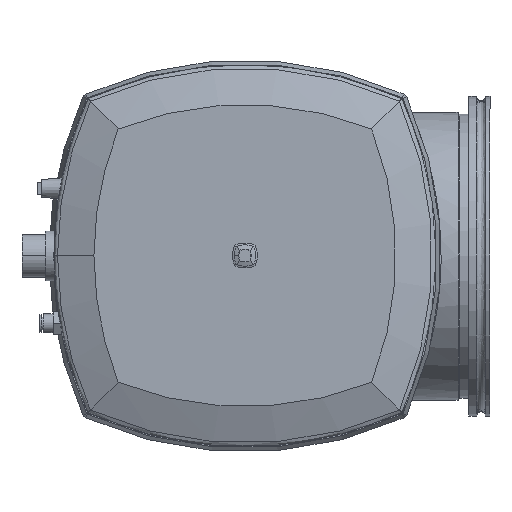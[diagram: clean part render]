
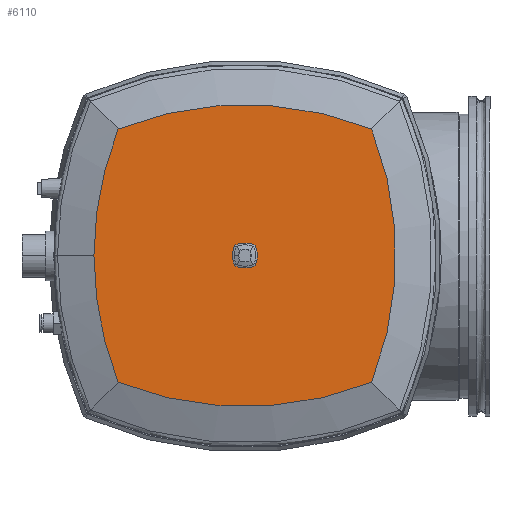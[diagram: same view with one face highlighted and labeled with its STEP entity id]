
A CAD part, top view. The second image highlights one B-rep face of the part: STEP entity #6110.
In plain terms, the highlighted planar face has unit normal (0, 0, 1).
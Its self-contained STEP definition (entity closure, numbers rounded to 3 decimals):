
#122 = EDGE_CURVE ( 'NONE', #12514, #7013, #7828, .T. ) ;
#242 = ORIENTED_EDGE ( 'NONE', *, *, #2276, .T. ) ;
#383 = CARTESIAN_POINT ( 'NONE',  ( 0., -7., 366. ) ) ;
#589 = CIRCLE ( 'NONE', #4910, 192.5 ) ;
#681 = AXIS2_PLACEMENT_3D ( 'NONE', #6479, #14152, #7594 ) ;
#1320 = CARTESIAN_POINT ( 'NONE',  ( 71.306, 71.306, 366. ) ) ;
#1404 = CIRCLE ( 'NONE', #9377, 192.5 ) ;
#1412 = VERTEX_POINT ( 'NONE', #12648 ) ;
#1504 = DIRECTION ( 'NONE',  ( 1., 0., 0. ) ) ;
#1574 = DIRECTION ( 'NONE',  ( 0., 0., -1. ) ) ;
#1651 = CARTESIAN_POINT ( 'NONE',  ( 0., 107.5, 366. ) ) ;
#2009 = EDGE_CURVE ( 'NONE', #11371, #9753, #1404, .T. ) ;
#2263 = CIRCLE ( 'NONE', #12859, 192.5 ) ;
#2276 = EDGE_CURVE ( 'NONE', #4632, #12514, #4159, .T. ) ;
#2323 = FACE_BOUND ( 'NONE', #7969, .T. ) ;
#2328 = ORIENTED_EDGE ( 'NONE', *, *, #7015, .F. ) ;
#2339 = CARTESIAN_POINT ( 'NONE',  ( 7., 0., 366. ) ) ;
#2348 = ORIENTED_EDGE ( 'NONE', *, *, #122, .T. ) ;
#2613 = ORIENTED_EDGE ( 'NONE', *, *, #2761, .T. ) ;
#2761 = EDGE_CURVE ( 'NONE', #7013, #1412, #3475, .T. ) ;
#2786 = DIRECTION ( 'NONE',  ( -1., 0., 0. ) ) ;
#3176 = CIRCLE ( 'NONE', #14093, 192.5 ) ;
#3213 = AXIS2_PLACEMENT_3D ( 'NONE', #13352, #13302, #13162 ) ;
#3344 = CARTESIAN_POINT ( 'NONE',  ( 0., -107.5, 366. ) ) ;
#3350 = CARTESIAN_POINT ( 'NONE',  ( 5.76, 5.76, 366. ) ) ;
#3475 = CIRCLE ( 'NONE', #9733, 14. ) ;
#3528 = DIRECTION ( 'NONE',  ( 0., 0., -1. ) ) ;
#3825 = AXIS2_PLACEMENT_3D ( 'NONE', #8190, #1574, #9277 ) ;
#4119 = EDGE_CURVE ( 'NONE', #9878, #7503, #589, .T. ) ;
#4159 = CIRCLE ( 'NONE', #681, 14. ) ;
#4452 = DIRECTION ( 'NONE',  ( -1., 0., 0. ) ) ;
#4632 = VERTEX_POINT ( 'NONE', #3350 ) ;
#4910 = AXIS2_PLACEMENT_3D ( 'NONE', #1651, #9350, #2786 ) ;
#5130 = CARTESIAN_POINT ( 'NONE',  ( 0., 0., 366. ) ) ;
#5261 = DIRECTION ( 'NONE',  ( 0., 0., -1. ) ) ;
#5336 = CARTESIAN_POINT ( 'NONE',  ( 107.5, 0., 366. ) ) ;
#5464 = AXIS2_PLACEMENT_3D ( 'NONE', #383, #8118, #1504 ) ;
#5530 = EDGE_LOOP ( 'NONE', ( #9832, #5919, #8429, #2328, #14269 ) ) ;
#5883 = CARTESIAN_POINT ( 'NONE',  ( -85., 0., 366. ) ) ;
#5919 = ORIENTED_EDGE ( 'NONE', *, *, #4119, .F. ) ;
#6089 = DIRECTION ( 'NONE',  ( 0., 0., -1. ) ) ;
#6110 = ADVANCED_FACE ( 'NONE', ( #2323, #13643 ), #6147, .T. ) ;
#6147 = PLANE ( 'NONE',  #8521 ) ;
#6237 = DIRECTION ( 'NONE',  ( 1., 0., 0. ) ) ;
#6357 = CIRCLE ( 'NONE', #3825, 14. ) ;
#6443 = DIRECTION ( 'NONE',  ( -1., 0., 0. ) ) ;
#6447 = EDGE_CURVE ( 'NONE', #7503, #11371, #3176, .T. ) ;
#6479 = CARTESIAN_POINT ( 'NONE',  ( -7., 0., 366. ) ) ;
#6690 = EDGE_CURVE ( 'NONE', #12363, #4632, #9661, .T. ) ;
#7013 = VERTEX_POINT ( 'NONE', #12049 ) ;
#7015 = EDGE_CURVE ( 'NONE', #9753, #10167, #10596, .T. ) ;
#7450 = ORIENTED_EDGE ( 'NONE', *, *, #13204, .T. ) ;
#7503 = VERTEX_POINT ( 'NONE', #12802 ) ;
#7594 = DIRECTION ( 'NONE',  ( 1., 0., 0. ) ) ;
#7671 = CARTESIAN_POINT ( 'NONE',  ( -71.306, 71.306, 366. ) ) ;
#7828 = CIRCLE ( 'NONE', #3213, 14. ) ;
#7969 = EDGE_LOOP ( 'NONE', ( #242, #2348, #2613, #7450, #13251 ) ) ;
#8118 = DIRECTION ( 'NONE',  ( 0., 0., -1. ) ) ;
#8190 = CARTESIAN_POINT ( 'NONE',  ( 7., 0., 366. ) ) ;
#8429 = ORIENTED_EDGE ( 'NONE', *, *, #11206, .F. ) ;
#8521 = AXIS2_PLACEMENT_3D ( 'NONE', #5130, #12773, #6237 ) ;
#9277 = DIRECTION ( 'NONE',  ( 1., 0., 0. ) ) ;
#9350 = DIRECTION ( 'NONE',  ( 0., 0., -1. ) ) ;
#9377 = AXIS2_PLACEMENT_3D ( 'NONE', #5336, #12986, #6443 ) ;
#9661 = CIRCLE ( 'NONE', #5464, 14. ) ;
#9733 = AXIS2_PLACEMENT_3D ( 'NONE', #11807, #5261, #12905 ) ;
#9753 = VERTEX_POINT ( 'NONE', #7671 ) ;
#9832 = ORIENTED_EDGE ( 'NONE', *, *, #6447, .F. ) ;
#9878 = VERTEX_POINT ( 'NONE', #12137 ) ;
#10091 = CARTESIAN_POINT ( 'NONE',  ( -107.5, 0., 366. ) ) ;
#10167 = VERTEX_POINT ( 'NONE', #1320 ) ;
#10596 = CIRCLE ( 'NONE', #14002, 192.5 ) ;
#11000 = DIRECTION ( 'NONE',  ( 0., 0., -1. ) ) ;
#11194 = DIRECTION ( 'NONE',  ( -1., 0., 0. ) ) ;
#11206 = EDGE_CURVE ( 'NONE', #10167, #9878, #2263, .T. ) ;
#11371 = VERTEX_POINT ( 'NONE', #5883 ) ;
#11807 = CARTESIAN_POINT ( 'NONE',  ( 0., 7., 366. ) ) ;
#12049 = CARTESIAN_POINT ( 'NONE',  ( 5.76, -5.76, 366. ) ) ;
#12137 = CARTESIAN_POINT ( 'NONE',  ( 71.306, -71.306, 366. ) ) ;
#12363 = VERTEX_POINT ( 'NONE', #13022 ) ;
#12514 = VERTEX_POINT ( 'NONE', #2339 ) ;
#12620 = CARTESIAN_POINT ( 'NONE',  ( 107.5, 0., 366. ) ) ;
#12648 = CARTESIAN_POINT ( 'NONE',  ( -5.76, -5.76, 366. ) ) ;
#12773 = DIRECTION ( 'NONE',  ( 0., 0., 1. ) ) ;
#12802 = CARTESIAN_POINT ( 'NONE',  ( -71.306, -71.306, 366. ) ) ;
#12859 = AXIS2_PLACEMENT_3D ( 'NONE', #10091, #3528, #11194 ) ;
#12905 = DIRECTION ( 'NONE',  ( 1., 0., 0. ) ) ;
#12986 = DIRECTION ( 'NONE',  ( 0., 0., -1. ) ) ;
#13022 = CARTESIAN_POINT ( 'NONE',  ( -5.76, 5.76, 366. ) ) ;
#13162 = DIRECTION ( 'NONE',  ( 1., 0., 0. ) ) ;
#13204 = EDGE_CURVE ( 'NONE', #1412, #12363, #6357, .T. ) ;
#13251 = ORIENTED_EDGE ( 'NONE', *, *, #6690, .T. ) ;
#13302 = DIRECTION ( 'NONE',  ( 0., 0., -1. ) ) ;
#13352 = CARTESIAN_POINT ( 'NONE',  ( -7., 0., 366. ) ) ;
#13643 = FACE_OUTER_BOUND ( 'NONE', #5530, .T. ) ;
#13727 = DIRECTION ( 'NONE',  ( -1., 0., 0. ) ) ;
#14002 = AXIS2_PLACEMENT_3D ( 'NONE', #3344, #11000, #4452 ) ;
#14093 = AXIS2_PLACEMENT_3D ( 'NONE', #12620, #6089, #13727 ) ;
#14152 = DIRECTION ( 'NONE',  ( 0., 0., -1. ) ) ;
#14269 = ORIENTED_EDGE ( 'NONE', *, *, #2009, .F. ) ;
